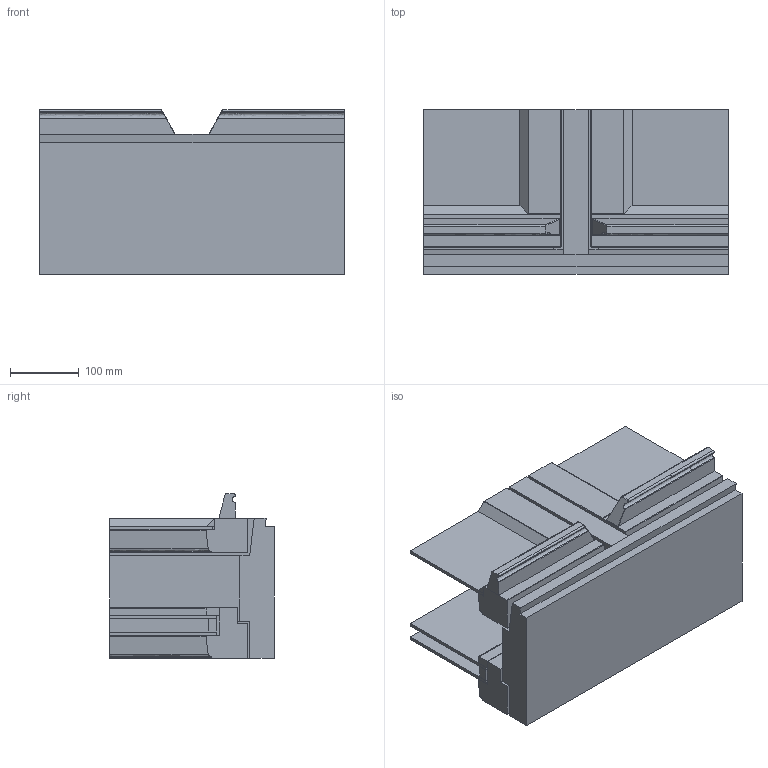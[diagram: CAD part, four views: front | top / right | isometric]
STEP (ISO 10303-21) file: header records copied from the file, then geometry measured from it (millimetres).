
FILE_DESCRIPTION(('FreeCAD Model'),'2;1');
FILE_NAME('Open CASCADE Shape Model','2025-04-17T06:39:35',('FreeCAD'),( 'FreeCAD'),'Open CASCADE STEP processor 7.6','FreeCAD','Unknown');
FILE_SCHEMA(('AUTOMOTIVE_DESIGN { 1 0 10303 214 1 1 1 1 }'));
Length unit declared in the file: millimetre
Products named in the file (1): Open CASCADE STEP translator 7.6 1
Bounding box: 442.22 x 239.04 x 239.04 mm (x, y, z)
Volume: 10982551.6 mm3; surface area: 1249765.1 mm2
Topology: 28 solids, 28 shells, 412 faces, 1002 edges, 646 vertices
Faces by surface type: bspline 412
Entity records: 11018 total; most frequent: CARTESIAN_POINT 4705, ORIENTED_EDGE 2004, EDGE_CURVE 1002, B_SPLINE_CURVE_WITH_KNOTS 964, VERTEX_POINT 646, ADVANCED_FACE 412, FACE_BOUND 412, EDGE_LOOP 412
